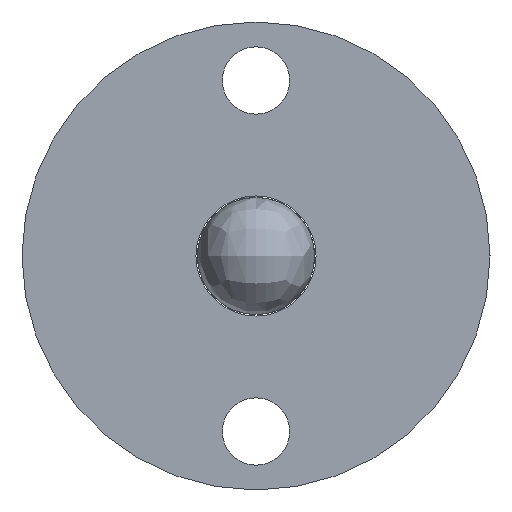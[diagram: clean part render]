
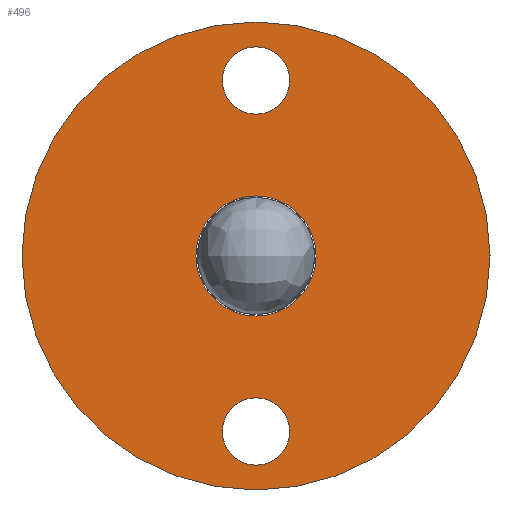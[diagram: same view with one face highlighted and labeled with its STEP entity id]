
A CAD part, left-side view. The second image highlights one B-rep face of the part: STEP entity #496.
In plain terms, the highlighted planar face has unit normal (-1, 0, 0).
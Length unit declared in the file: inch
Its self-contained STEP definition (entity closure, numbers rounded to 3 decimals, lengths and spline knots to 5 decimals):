
#3 = CARTESIAN_POINT ( 'NONE',  ( 18., 0., 0.375 ) ) ;
#78 = CARTESIAN_POINT ( 'NONE',  ( 18., 0., 0. ) ) ;
#81 = AXIS2_PLACEMENT_3D ( 'NONE', #78, #380, #891 ) ;
#83 = CIRCLE ( 'NONE', #393, 0.12825 ) ;
#115 = CIRCLE ( 'NONE', #1709, 0.072 ) ;
#131 = DIRECTION ( 'NONE',  ( 0., 1., 0. ) ) ;
#134 = EDGE_CURVE ( 'NONE', #667, #594, #115, .T. ) ;
#144 = CARTESIAN_POINT ( 'NONE',  ( 18., 0., 0. ) ) ;
#174 = ORIENTED_EDGE ( 'NONE', *, *, #134, .T. ) ;
#205 = PLANE ( 'NONE',  #81 ) ;
#213 = EDGE_CURVE ( 'NONE', #1788, #757, #1278, .T. ) ;
#238 = CIRCLE ( 'NONE', #1446, 0.072 ) ;
#302 = DIRECTION ( 'NONE',  ( 1., 0., 0. ) ) ;
#342 = VERTEX_POINT ( 'NONE', #1761 ) ;
#380 = DIRECTION ( 'NONE',  ( -1., 0., 0. ) ) ;
#393 = AXIS2_PLACEMENT_3D ( 'NONE', #1114, #302, #466 ) ;
#440 = CIRCLE ( 'NONE', #1862, 0.12825 ) ;
#466 = DIRECTION ( 'NONE',  ( 0., 1., 0. ) ) ;
#488 = FACE_BOUND ( 'NONE', #1527, .T. ) ;
#496 = ADVANCED_FACE ( 'NONE', ( #488, #2022, #870, #689 ), #205, .T. ) ;
#500 = DIRECTION ( 'NONE',  ( 1., 0., 0. ) ) ;
#560 = DIRECTION ( 'NONE',  ( 0., 1., 0. ) ) ;
#577 = VERTEX_POINT ( 'NONE', #1665 ) ;
#594 = VERTEX_POINT ( 'NONE', #690 ) ;
#599 = DIRECTION ( 'NONE',  ( 1., 0., 0. ) ) ;
#615 = CARTESIAN_POINT ( 'NONE',  ( 18., 0., 0. ) ) ;
#662 = AXIS2_PLACEMENT_3D ( 'NONE', #144, #1437, #779 ) ;
#667 = VERTEX_POINT ( 'NONE', #795 ) ;
#689 = FACE_OUTER_BOUND ( 'NONE', #1867, .T. ) ;
#690 = CARTESIAN_POINT ( 'NONE',  ( 18., 0.072, -0.375 ) ) ;
#691 = EDGE_LOOP ( 'NONE', ( #961, #1383 ) ) ;
#731 = DIRECTION ( 'NONE',  ( 0., 1., 0. ) ) ;
#743 = EDGE_CURVE ( 'NONE', #594, #667, #238, .T. ) ;
#754 = ORIENTED_EDGE ( 'NONE', *, *, #213, .T. ) ;
#757 = VERTEX_POINT ( 'NONE', #1912 ) ;
#758 = CARTESIAN_POINT ( 'NONE',  ( 18., 0., 0. ) ) ;
#766 = CIRCLE ( 'NONE', #662, 0.5 ) ;
#779 = DIRECTION ( 'NONE',  ( 0., 1., 0. ) ) ;
#795 = CARTESIAN_POINT ( 'NONE',  ( 18., -0.072, -0.375 ) ) ;
#830 = DIRECTION ( 'NONE',  ( 0., 1., 0. ) ) ;
#870 = FACE_BOUND ( 'NONE', #1569, .T. ) ;
#891 = DIRECTION ( 'NONE',  ( 0., -1., 0. ) ) ;
#961 = ORIENTED_EDGE ( 'NONE', *, *, #1444, .T. ) ;
#1037 = ORIENTED_EDGE ( 'NONE', *, *, #1163, .T. ) ;
#1102 = ORIENTED_EDGE ( 'NONE', *, *, #743, .T. ) ;
#1114 = CARTESIAN_POINT ( 'NONE',  ( 18., 0., 0. ) ) ;
#1138 = CARTESIAN_POINT ( 'NONE',  ( 18., 0.12825, 0. ) ) ;
#1139 = EDGE_CURVE ( 'NONE', #577, #1734, #440, .T. ) ;
#1163 = EDGE_CURVE ( 'NONE', #1734, #577, #83, .T. ) ;
#1274 = VERTEX_POINT ( 'NONE', #1749 ) ;
#1278 = CIRCLE ( 'NONE', #1657, 0.5 ) ;
#1376 = DIRECTION ( 'NONE',  ( 1., 0., 0. ) ) ;
#1383 = ORIENTED_EDGE ( 'NONE', *, *, #1760, .T. ) ;
#1400 = CIRCLE ( 'NONE', #1874, 0.072 ) ;
#1427 = AXIS2_PLACEMENT_3D ( 'NONE', #1993, #1376, #731 ) ;
#1437 = DIRECTION ( 'NONE',  ( -1., 0., 0. ) ) ;
#1444 = EDGE_CURVE ( 'NONE', #342, #1274, #1653, .T. ) ;
#1446 = AXIS2_PLACEMENT_3D ( 'NONE', #1742, #1451, #2042 ) ;
#1451 = DIRECTION ( 'NONE',  ( 1., 0., 0. ) ) ;
#1527 = EDGE_LOOP ( 'NONE', ( #1037, #1835 ) ) ;
#1551 = DIRECTION ( 'NONE',  ( 1., 0., 0. ) ) ;
#1569 = EDGE_LOOP ( 'NONE', ( #1102, #174 ) ) ;
#1623 = CARTESIAN_POINT ( 'NONE',  ( 18., -0.5, 0. ) ) ;
#1653 = CIRCLE ( 'NONE', #1427, 0.072 ) ;
#1657 = AXIS2_PLACEMENT_3D ( 'NONE', #615, #2035, #2024 ) ;
#1665 = CARTESIAN_POINT ( 'NONE',  ( 18., -0.12825, 0. ) ) ;
#1670 = EDGE_CURVE ( 'NONE', #757, #1788, #766, .T. ) ;
#1687 = ORIENTED_EDGE ( 'NONE', *, *, #1670, .T. ) ;
#1709 = AXIS2_PLACEMENT_3D ( 'NONE', #1851, #1551, #560 ) ;
#1734 = VERTEX_POINT ( 'NONE', #1138 ) ;
#1742 = CARTESIAN_POINT ( 'NONE',  ( 18., 0., -0.375 ) ) ;
#1749 = CARTESIAN_POINT ( 'NONE',  ( 18., -0.072, 0.375 ) ) ;
#1760 = EDGE_CURVE ( 'NONE', #1274, #342, #1400, .T. ) ;
#1761 = CARTESIAN_POINT ( 'NONE',  ( 18., 0.072, 0.375 ) ) ;
#1788 = VERTEX_POINT ( 'NONE', #1623 ) ;
#1835 = ORIENTED_EDGE ( 'NONE', *, *, #1139, .T. ) ;
#1851 = CARTESIAN_POINT ( 'NONE',  ( 18., 0., -0.375 ) ) ;
#1862 = AXIS2_PLACEMENT_3D ( 'NONE', #758, #599, #131 ) ;
#1867 = EDGE_LOOP ( 'NONE', ( #1687, #754 ) ) ;
#1874 = AXIS2_PLACEMENT_3D ( 'NONE', #3, #500, #830 ) ;
#1912 = CARTESIAN_POINT ( 'NONE',  ( 18., 0.5, 0. ) ) ;
#1993 = CARTESIAN_POINT ( 'NONE',  ( 18., 0., 0.375 ) ) ;
#2022 = FACE_BOUND ( 'NONE', #691, .T. ) ;
#2024 = DIRECTION ( 'NONE',  ( 0., 1., 0. ) ) ;
#2035 = DIRECTION ( 'NONE',  ( -1., 0., 0. ) ) ;
#2042 = DIRECTION ( 'NONE',  ( 0., 1., 0. ) ) ;
